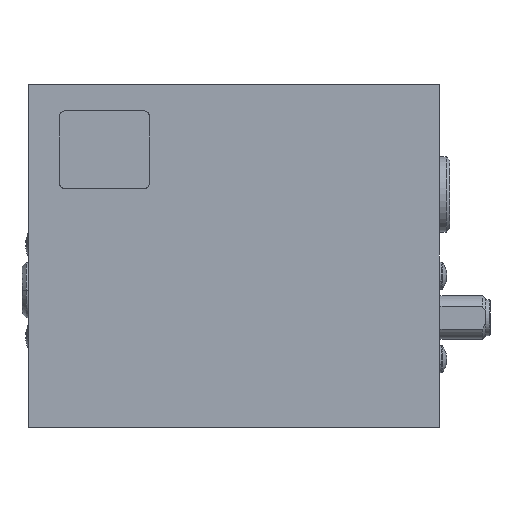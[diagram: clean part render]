
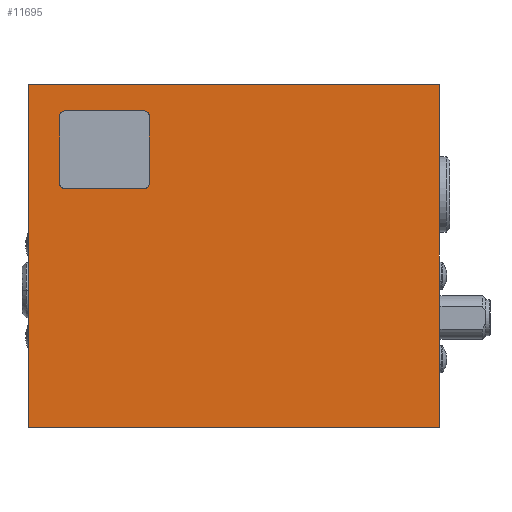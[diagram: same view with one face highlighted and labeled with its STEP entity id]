
A CAD part, front view. The second image highlights one B-rep face of the part: STEP entity #11695.
In plain terms, the highlighted planar face has unit normal (0, -1, 0).
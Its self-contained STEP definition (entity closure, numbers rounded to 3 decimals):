
#457 = CIRCLE ( 'NONE', #7749, 0.7 ) ;
#936 = EDGE_CURVE ( 'NONE', #10354, #28547, #41606, .T. ) ;
#962 = DIRECTION ( 'NONE',  ( 0., -1., 0. ) ) ;
#1585 = CIRCLE ( 'NONE', #36191, 0.7 ) ;
#1930 = VERTEX_POINT ( 'NONE', #7093 ) ;
#2109 = DIRECTION ( 'NONE',  ( 0., 0., 1. ) ) ;
#2161 = VERTEX_POINT ( 'NONE', #32039 ) ;
#2339 = FACE_OUTER_BOUND ( 'NONE', #10375, .T. ) ;
#2592 = LINE ( 'NONE', #4075, #11458 ) ;
#2769 = CARTESIAN_POINT ( 'NONE',  ( -30., 0., 25. ) ) ;
#2843 = AXIS2_PLACEMENT_3D ( 'NONE', #5964, #29172, #9334 ) ;
#2983 = CARTESIAN_POINT ( 'NONE',  ( 30., 0., -25. ) ) ;
#3888 = LINE ( 'NONE', #36401, #21602 ) ;
#4075 = CARTESIAN_POINT ( 'NONE',  ( -30., 0., -25. ) ) ;
#4106 = DIRECTION ( 'NONE',  ( -1., 0., 0. ) ) ;
#4117 = ORIENTED_EDGE ( 'NONE', *, *, #10954, .F. ) ;
#4235 = ORIENTED_EDGE ( 'NONE', *, *, #24185, .F. ) ;
#4872 = CARTESIAN_POINT ( 'NONE',  ( -25.5, 0., 20.495 ) ) ;
#5964 = CARTESIAN_POINT ( 'NONE',  ( -13.1, 0., 20.495 ) ) ;
#7093 = CARTESIAN_POINT ( 'NONE',  ( -30., 0., -25. ) ) ;
#7351 = CARTESIAN_POINT ( 'NONE',  ( -25.5, 0., 10.595 ) ) ;
#7611 = AXIS2_PLACEMENT_3D ( 'NONE', #18127, #41340, #21484 ) ;
#7749 = AXIS2_PLACEMENT_3D ( 'NONE', #18883, #42105, #22251 ) ;
#8025 = DIRECTION ( 'NONE',  ( 0., -1., 0. ) ) ;
#8900 = CIRCLE ( 'NONE', #2843, 0.7 ) ;
#9334 = DIRECTION ( 'NONE',  ( 0., 0., -1. ) ) ;
#9412 = ORIENTED_EDGE ( 'NONE', *, *, #41033, .F. ) ;
#9430 = CARTESIAN_POINT ( 'NONE',  ( -30., 0., 25. ) ) ;
#9693 = CARTESIAN_POINT ( 'NONE',  ( -13.1, 0., 9.895 ) ) ;
#9961 = VERTEX_POINT ( 'NONE', #18360 ) ;
#10303 = EDGE_CURVE ( 'NONE', #30466, #1930, #2592, .T. ) ;
#10354 = VERTEX_POINT ( 'NONE', #2769 ) ;
#10375 = EDGE_LOOP ( 'NONE', ( #19272, #31243, #4235, #25067 ) ) ;
#10716 = PLANE ( 'NONE',  #11433 ) ;
#10954 = EDGE_CURVE ( 'NONE', #24161, #11248, #22258, .T. ) ;
#11161 = VERTEX_POINT ( 'NONE', #18681 ) ;
#11248 = VERTEX_POINT ( 'NONE', #38873 ) ;
#11430 = ORIENTED_EDGE ( 'NONE', *, *, #20243, .F. ) ;
#11433 = AXIS2_PLACEMENT_3D ( 'NONE', #20912, #962, #24194 ) ;
#11458 = VECTOR ( 'NONE', #4106, 1000. ) ;
#11559 = CARTESIAN_POINT ( 'NONE',  ( 30., 0., 25. ) ) ;
#11695 = ADVANCED_FACE ( 'NONE', ( #21128, #2339 ), #10716, .T. ) ;
#13019 = DIRECTION ( 'NONE',  ( -1., 0., 0. ) ) ;
#14689 = DIRECTION ( 'NONE',  ( 1., 0., 0. ) ) ;
#14908 = VECTOR ( 'NONE', #34801, 1000. ) ;
#15056 = ORIENTED_EDGE ( 'NONE', *, *, #22129, .F. ) ;
#15496 = CARTESIAN_POINT ( 'NONE',  ( -12.4, 0., 20.495 ) ) ;
#15807 = CARTESIAN_POINT ( 'NONE',  ( -24.8, 0., 9.895 ) ) ;
#16623 = ORIENTED_EDGE ( 'NONE', *, *, #17873, .F. ) ;
#17873 = EDGE_CURVE ( 'NONE', #39037, #26710, #28118, .T. ) ;
#18127 = CARTESIAN_POINT ( 'NONE',  ( -24.8, 0., 10.595 ) ) ;
#18360 = CARTESIAN_POINT ( 'NONE',  ( -24.8, 0., 21.195 ) ) ;
#18681 = CARTESIAN_POINT ( 'NONE',  ( -12.4, 0., 10.595 ) ) ;
#18883 = CARTESIAN_POINT ( 'NONE',  ( -24.8, 0., 20.495 ) ) ;
#19272 = ORIENTED_EDGE ( 'NONE', *, *, #39980, .F. ) ;
#20243 = EDGE_CURVE ( 'NONE', #2161, #9961, #3888, .T. ) ;
#20828 = ORIENTED_EDGE ( 'NONE', *, *, #31533, .F. ) ;
#20912 = CARTESIAN_POINT ( 'NONE',  ( -30., 0., -25. ) ) ;
#21128 = FACE_BOUND ( 'NONE', #33519, .T. ) ;
#21484 = DIRECTION ( 'NONE',  ( 0., 0., -1. ) ) ;
#21602 = VECTOR ( 'NONE', #13019, 1000. ) ;
#22129 = EDGE_CURVE ( 'NONE', #9961, #24161, #457, .T. ) ;
#22251 = DIRECTION ( 'NONE',  ( 0., 0., 1. ) ) ;
#22258 = LINE ( 'NONE', #7351, #31005 ) ;
#22438 = CARTESIAN_POINT ( 'NONE',  ( -12.4, 0., 10.595 ) ) ;
#22718 = LINE ( 'NONE', #11559, #14908 ) ;
#24161 = VERTEX_POINT ( 'NONE', #4872 ) ;
#24185 = EDGE_CURVE ( 'NONE', #28547, #30466, #22718, .T. ) ;
#24194 = DIRECTION ( 'NONE',  ( 0., 0., -1. ) ) ;
#24602 = VECTOR ( 'NONE', #25608, 1000. ) ;
#24818 = EDGE_CURVE ( 'NONE', #11248, #39037, #39811, .T. ) ;
#25067 = ORIENTED_EDGE ( 'NONE', *, *, #936, .F. ) ;
#25608 = DIRECTION ( 'NONE',  ( 0., 0., 1. ) ) ;
#26710 = VERTEX_POINT ( 'NONE', #9693 ) ;
#27499 = ORIENTED_EDGE ( 'NONE', *, *, #24818, .F. ) ;
#27914 = CARTESIAN_POINT ( 'NONE',  ( -13.1, 0., 10.595 ) ) ;
#28118 = LINE ( 'NONE', #41735, #36958 ) ;
#28547 = VERTEX_POINT ( 'NONE', #37164 ) ;
#29172 = DIRECTION ( 'NONE',  ( 0., -1., 0. ) ) ;
#29258 = LINE ( 'NONE', #22438, #24602 ) ;
#30466 = VERTEX_POINT ( 'NONE', #2983 ) ;
#31005 = VECTOR ( 'NONE', #34058, 1000. ) ;
#31243 = ORIENTED_EDGE ( 'NONE', *, *, #10303, .F. ) ;
#31248 = DIRECTION ( 'NONE',  ( 0., 0., -1. ) ) ;
#31533 = EDGE_CURVE ( 'NONE', #34698, #2161, #8900, .T. ) ;
#32039 = CARTESIAN_POINT ( 'NONE',  ( -13.1, 0., 21.195 ) ) ;
#32710 = VECTOR ( 'NONE', #2109, 1000. ) ;
#32734 = VECTOR ( 'NONE', #14689, 1000. ) ;
#33519 = EDGE_LOOP ( 'NONE', ( #38427, #16623, #27499, #4117, #15056, #11430, #20828, #9412 ) ) ;
#34058 = DIRECTION ( 'NONE',  ( 0., 0., -1. ) ) ;
#34698 = VERTEX_POINT ( 'NONE', #15496 ) ;
#34801 = DIRECTION ( 'NONE',  ( 0., 0., -1. ) ) ;
#35116 = EDGE_CURVE ( 'NONE', #26710, #11161, #1585, .T. ) ;
#36191 = AXIS2_PLACEMENT_3D ( 'NONE', #27914, #8025, #31248 ) ;
#36401 = CARTESIAN_POINT ( 'NONE',  ( -24.8, 0., 21.195 ) ) ;
#36958 = VECTOR ( 'NONE', #38295, 1000. ) ;
#37164 = CARTESIAN_POINT ( 'NONE',  ( 30., 0., 25. ) ) ;
#38295 = DIRECTION ( 'NONE',  ( 1., 0., 0. ) ) ;
#38427 = ORIENTED_EDGE ( 'NONE', *, *, #35116, .F. ) ;
#38873 = CARTESIAN_POINT ( 'NONE',  ( -25.5, 0., 10.595 ) ) ;
#39037 = VERTEX_POINT ( 'NONE', #15807 ) ;
#39811 = CIRCLE ( 'NONE', #7611, 0.7 ) ;
#39980 = EDGE_CURVE ( 'NONE', #1930, #10354, #41588, .T. ) ;
#41033 = EDGE_CURVE ( 'NONE', #11161, #34698, #29258, .T. ) ;
#41340 = DIRECTION ( 'NONE',  ( 0., -1., 0. ) ) ;
#41588 = LINE ( 'NONE', #41942, #32710 ) ;
#41606 = LINE ( 'NONE', #9430, #32734 ) ;
#41735 = CARTESIAN_POINT ( 'NONE',  ( -24.8, 0., 9.895 ) ) ;
#41942 = CARTESIAN_POINT ( 'NONE',  ( -30., 0., 25. ) ) ;
#42105 = DIRECTION ( 'NONE',  ( 0., -1., 0. ) ) ;
